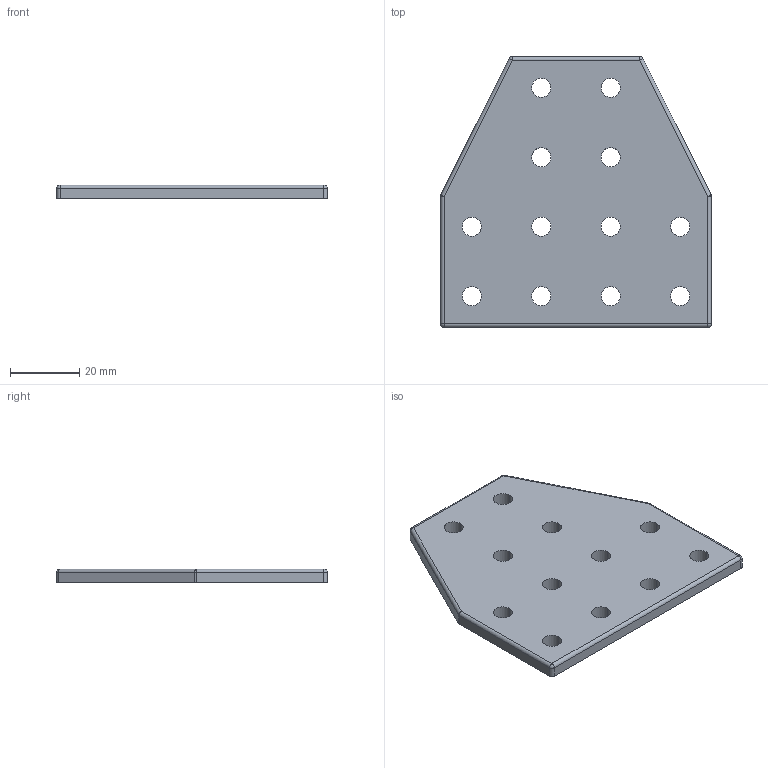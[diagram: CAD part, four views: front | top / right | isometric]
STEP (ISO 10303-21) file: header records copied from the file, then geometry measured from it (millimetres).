
FILE_DESCRIPTION (( 'STEP AP203' ), '1' );
FILE_NAME ('5537T975_T-Slotted Framing.STEP', '2021-09-10T05:06:49', ( 'Administrator' ), ( 'Managed by Terraform' ), 'SwSTEP 2.0', 'SolidWorks 2017', '' );
FILE_SCHEMA (( 'CONFIG_CONTROL_DESIGN' ));
Length unit declared in the file: millimetre
Products named in the file (1): 5537T975_T-Slotted Framing
Bounding box: 78 x 78 x 4 mm (x, y, z)
Volume: 19933.5 mm3; surface area: 11826.5 mm2
Topology: 1 solids, 1 shells, 50 faces, 130 edges, 78 vertices
Faces by surface type: cylinder 36, plane 8, sphere 6
Entity records: 1643 total; most frequent: DIRECTION 300, CARTESIAN_POINT 255, ORIENTED_EDGE 252, EDGE_CURVE 126, AXIS2_PLACEMENT_3D 123, VERTEX_POINT 78, EDGE_LOOP 74, CIRCLE 72
